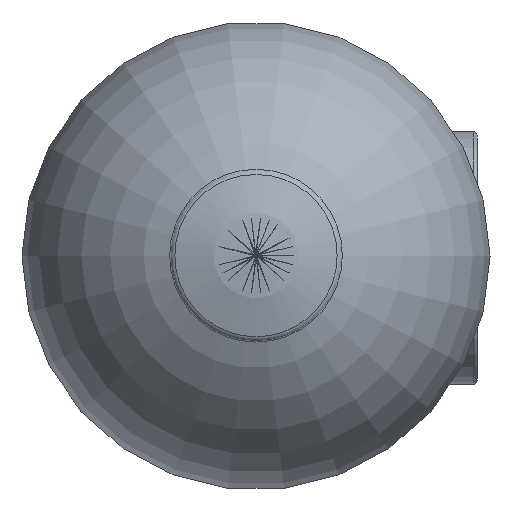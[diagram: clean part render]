
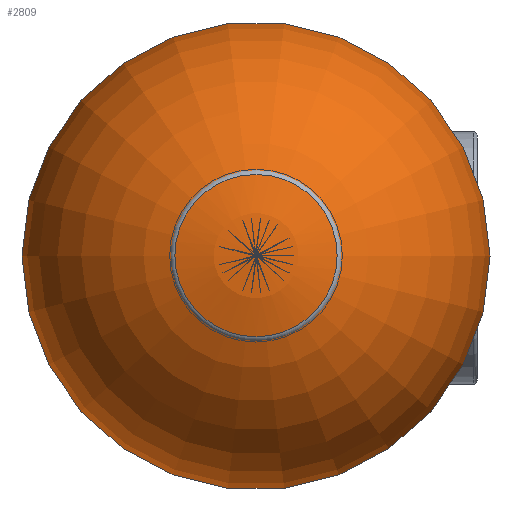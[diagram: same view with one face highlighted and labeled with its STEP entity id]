
A CAD part, top view. The second image highlights one B-rep face of the part: STEP entity #2809.
In plain terms, the highlighted toroidal (fillet/blend) face has major radius 1.289 mm and minor radius 183 mm.
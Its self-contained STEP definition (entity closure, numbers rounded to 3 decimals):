
#131 = TOROIDAL_SURFACE ( 'NONE', #457, 1.289, 183. ) ;
#356 = FACE_OUTER_BOUND ( 'NONE', #1208, .T. ) ;
#457 = AXIS2_PLACEMENT_3D ( 'NONE', #954, #2178, #2418 ) ;
#534 = AXIS2_PLACEMENT_3D ( 'NONE', #1114, #2574, #2074 ) ;
#954 = CARTESIAN_POINT ( 'NONE',  ( 8.186, 11.879, 245.607 ) ) ;
#1046 = CARTESIAN_POINT ( 'NONE',  ( 71.141, 11.879, 417.904 ) ) ;
#1114 = CARTESIAN_POINT ( 'NONE',  ( 8.186, 11.879, 417.904 ) ) ;
#1208 = EDGE_LOOP ( 'NONE', ( #2294 ) ) ;
#1317 = VERTEX_POINT ( 'NONE', #1046 ) ;
#1404 = EDGE_CURVE ( 'NONE', #1317, #1317, #2569, .T. ) ;
#2074 = DIRECTION ( 'NONE',  ( 1., 0., 0. ) ) ;
#2178 = DIRECTION ( 'NONE',  ( 0., 0., 1. ) ) ;
#2294 = ORIENTED_EDGE ( 'NONE', *, *, #1404, .T. ) ;
#2418 = DIRECTION ( 'NONE',  ( 1., 0., 0. ) ) ;
#2569 = CIRCLE ( 'NONE', #534, 62.956 ) ;
#2574 = DIRECTION ( 'NONE',  ( 0., 0., 1. ) ) ;
#2809 = ADVANCED_FACE ( 'NONE', ( #356 ), #131, .T. ) ;
